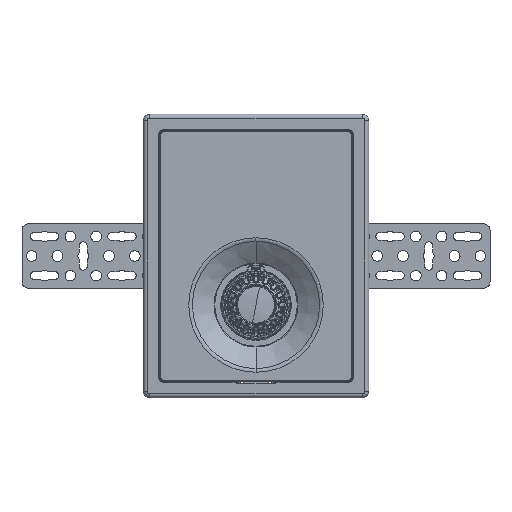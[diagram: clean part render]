
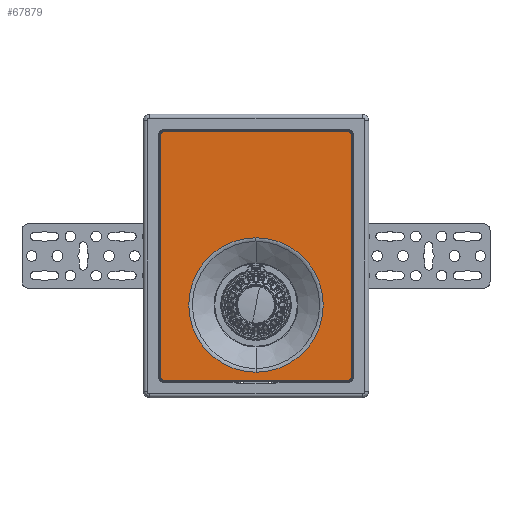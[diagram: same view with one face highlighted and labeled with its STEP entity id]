
A CAD part, top view. The second image highlights one B-rep face of the part: STEP entity #67879.
In plain terms, the highlighted planar face has unit normal (0, 0, 1).
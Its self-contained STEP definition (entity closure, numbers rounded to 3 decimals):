
#58866=CARTESIAN_POINT('',(0.,0.,42.));
#58867=DIRECTION('',(0.,0.,-1.));
#58868=DIRECTION('',(0.,1.,0.));
#58869=AXIS2_PLACEMENT_3D('',#58866,#58867,#58868);
#58881=CARTESIAN_POINT('',(-71.339,134.489,42.));
#58882=CARTESIAN_POINT('',(-71.44,134.489,42.));
#58883=CARTESIAN_POINT('',(-71.641,134.477,42.));
#58884=CARTESIAN_POINT('',(-71.939,134.422,42.));
#58885=CARTESIAN_POINT('',(-72.228,134.332,42.));
#58886=CARTESIAN_POINT('',(-72.504,134.208,42.));
#58887=CARTESIAN_POINT('',(-72.763,134.051,42.));
#58888=CARTESIAN_POINT('',(-73.001,133.865,42.));
#58889=CARTESIAN_POINT('',(-73.215,133.651,42.));
#58890=CARTESIAN_POINT('',(-73.401,133.413,42.));
#58891=CARTESIAN_POINT('',(-73.558,133.154,42.));
#58892=CARTESIAN_POINT('',(-73.682,132.878,42.));
#58893=CARTESIAN_POINT('',(-73.772,132.589,42.));
#58894=CARTESIAN_POINT('',(-73.827,132.291,42.));
#58895=CARTESIAN_POINT('',(-73.839,132.09,42.));
#58896=CARTESIAN_POINT('',(-73.839,131.989,42.));
#58920=DIRECTION('',(0.,-1.,0.));
#58921=VECTOR('',#58920,187.978);
#58922=CARTESIAN_POINT('',(-73.839,131.989,42.));
#58923=LINE('',#58922,#58921);
#58933=CARTESIAN_POINT('',(-73.839,-55.989,42.));
#58934=CARTESIAN_POINT('',(-73.839,-56.09,42.));
#58935=CARTESIAN_POINT('',(-73.827,-56.291,42.));
#58936=CARTESIAN_POINT('',(-73.772,-56.589,42.));
#58937=CARTESIAN_POINT('',(-73.682,-56.878,42.));
#58938=CARTESIAN_POINT('',(-73.558,-57.154,42.));
#58939=CARTESIAN_POINT('',(-73.401,-57.413,42.));
#58940=CARTESIAN_POINT('',(-73.215,-57.651,42.));
#58941=CARTESIAN_POINT('',(-73.001,-57.865,42.));
#58942=CARTESIAN_POINT('',(-72.763,-58.051,42.));
#58943=CARTESIAN_POINT('',(-72.504,-58.208,42.));
#58944=CARTESIAN_POINT('',(-72.228,-58.332,42.));
#58945=CARTESIAN_POINT('',(-71.939,-58.422,42.));
#58946=CARTESIAN_POINT('',(-71.641,-58.477,42.));
#58947=CARTESIAN_POINT('',(-71.44,-58.489,42.));
#58948=CARTESIAN_POINT('',(-71.339,-58.489,42.));
#58972=DIRECTION('',(1.,0.,0.));
#58973=VECTOR('',#58972,142.678);
#58974=CARTESIAN_POINT('',(-71.339,-58.489,42.));
#58975=LINE('',#58974,#58973);
#58985=CARTESIAN_POINT('',(71.339,-58.489,42.));
#58986=CARTESIAN_POINT('',(71.44,-58.489,42.));
#58987=CARTESIAN_POINT('',(71.641,-58.477,42.));
#58988=CARTESIAN_POINT('',(71.939,-58.422,42.));
#58989=CARTESIAN_POINT('',(72.228,-58.332,42.));
#58990=CARTESIAN_POINT('',(72.504,-58.208,42.));
#58991=CARTESIAN_POINT('',(72.763,-58.051,42.));
#58992=CARTESIAN_POINT('',(73.001,-57.865,42.));
#58993=CARTESIAN_POINT('',(73.215,-57.651,42.));
#58994=CARTESIAN_POINT('',(73.401,-57.413,42.));
#58995=CARTESIAN_POINT('',(73.558,-57.154,42.));
#58996=CARTESIAN_POINT('',(73.682,-56.878,42.));
#58997=CARTESIAN_POINT('',(73.772,-56.589,42.));
#58998=CARTESIAN_POINT('',(73.827,-56.291,42.));
#58999=CARTESIAN_POINT('',(73.839,-56.09,42.));
#59000=CARTESIAN_POINT('',(73.839,-55.989,42.));
#59024=DIRECTION('',(0.,1.,0.));
#59025=VECTOR('',#59024,187.978);
#59026=CARTESIAN_POINT('',(73.839,-55.989,42.));
#59027=LINE('',#59026,#59025);
#59037=CARTESIAN_POINT('',(73.839,131.989,42.));
#59038=CARTESIAN_POINT('',(73.839,132.09,42.));
#59039=CARTESIAN_POINT('',(73.827,132.291,42.));
#59040=CARTESIAN_POINT('',(73.772,132.589,42.));
#59041=CARTESIAN_POINT('',(73.682,132.878,42.));
#59042=CARTESIAN_POINT('',(73.558,133.154,42.));
#59043=CARTESIAN_POINT('',(73.401,133.413,42.));
#59044=CARTESIAN_POINT('',(73.215,133.651,42.));
#59045=CARTESIAN_POINT('',(73.001,133.865,42.));
#59046=CARTESIAN_POINT('',(72.763,134.051,42.));
#59047=CARTESIAN_POINT('',(72.504,134.208,42.));
#59048=CARTESIAN_POINT('',(72.228,134.332,42.));
#59049=CARTESIAN_POINT('',(71.939,134.422,42.));
#59050=CARTESIAN_POINT('',(71.641,134.477,42.));
#59051=CARTESIAN_POINT('',(71.44,134.489,42.));
#59052=CARTESIAN_POINT('',(71.339,134.489,42.));
#59076=DIRECTION('',(-1.,0.,0.));
#59077=VECTOR('',#59076,142.678);
#59078=CARTESIAN_POINT('',(71.339,134.489,42.));
#59079=LINE('',#59078,#59077);
#66221=CARTESIAN_POINT('',(0.,0.,42.));
#66222=DIRECTION('',(0.,0.,-1.));
#66223=DIRECTION('',(0.,-1.,0.));
#66224=AXIS2_PLACEMENT_3D('',#66221,#66222,#66223);
#67196=CARTESIAN_POINT('',(0.,52.163,42.));
#67197=CARTESIAN_POINT('',(0.,-52.163,42.));
#67198=VERTEX_POINT('',#67196);
#67199=VERTEX_POINT('',#67197);
#67368=VERTEX_POINT('',#58881);
#67369=VERTEX_POINT('',#58896);
#67372=CARTESIAN_POINT('',(-73.839,-55.989,42.));
#67373=VERTEX_POINT('',#67372);
#67376=VERTEX_POINT('',#58948);
#67378=CARTESIAN_POINT('',(71.339,-58.489,42.));
#67379=VERTEX_POINT('',#67378);
#67382=VERTEX_POINT('',#59000);
#67384=CARTESIAN_POINT('',(73.839,131.989,42.));
#67385=VERTEX_POINT('',#67384);
#67388=VERTEX_POINT('',#59052);
#67851=CARTESIAN_POINT('',(0.,38.,42.));
#67852=DIRECTION('',(0.,0.,1.));
#67853=DIRECTION('',(1.,0.,0.));
#67854=AXIS2_PLACEMENT_3D('',#67851,#67852,#67853);
#67855=PLANE('',#67854);
#67857=ORIENTED_EDGE('',*,*,#67856,.F.);
#67859=ORIENTED_EDGE('',*,*,#67858,.F.);
#67861=ORIENTED_EDGE('',*,*,#67860,.F.);
#67863=ORIENTED_EDGE('',*,*,#67862,.F.);
#67865=ORIENTED_EDGE('',*,*,#67864,.F.);
#67867=ORIENTED_EDGE('',*,*,#67866,.F.);
#67869=ORIENTED_EDGE('',*,*,#67868,.F.);
#67871=ORIENTED_EDGE('',*,*,#67870,.F.);
#67872=EDGE_LOOP('',(#67857,#67859,#67861,#67863,#67865,#67867,#67869,#67871));
#67873=FACE_OUTER_BOUND('',#67872,.F.);
#67874=ORIENTED_EDGE('',*,*,#67841,.F.);
#67876=ORIENTED_EDGE('',*,*,#67875,.F.);
#67877=EDGE_LOOP('',(#67874,#67876));
#67878=FACE_BOUND('',#67877,.F.);
#67879=ADVANCED_FACE('',(#67873,#67878),#67855,.T.);
#58870=CIRCLE('',#58869,52.163);
#58897=B_SPLINE_CURVE_WITH_KNOTS('',3,(#58881,#58882,#58883,#58884,#58885,
#58886,#58887,#58888,#58889,#58890,#58891,#58892,#58893,#58894,#58895,#58896),
.UNSPECIFIED.,.F.,.F.,(4,1,1,1,1,1,1,1,1,1,1,1,1,4),(0.,0.077,
0.154,0.231,0.308,0.385,
0.462,0.538,0.615,0.692,
0.769,0.846,0.923,1.),.UNSPECIFIED.);
#58949=B_SPLINE_CURVE_WITH_KNOTS('',3,(#58933,#58934,#58935,#58936,#58937,
#58938,#58939,#58940,#58941,#58942,#58943,#58944,#58945,#58946,#58947,#58948),
.UNSPECIFIED.,.F.,.F.,(4,1,1,1,1,1,1,1,1,1,1,1,1,4),(0.,0.077,
0.154,0.231,0.308,0.385,
0.462,0.538,0.615,0.692,
0.769,0.846,0.923,1.),.UNSPECIFIED.);
#59001=B_SPLINE_CURVE_WITH_KNOTS('',3,(#58985,#58986,#58987,#58988,#58989,
#58990,#58991,#58992,#58993,#58994,#58995,#58996,#58997,#58998,#58999,#59000),
.UNSPECIFIED.,.F.,.F.,(4,1,1,1,1,1,1,1,1,1,1,1,1,4),(0.,0.077,
0.154,0.231,0.308,0.385,
0.462,0.538,0.615,0.692,
0.769,0.846,0.923,1.),.UNSPECIFIED.);
#59053=B_SPLINE_CURVE_WITH_KNOTS('',3,(#59037,#59038,#59039,#59040,#59041,
#59042,#59043,#59044,#59045,#59046,#59047,#59048,#59049,#59050,#59051,#59052),
.UNSPECIFIED.,.F.,.F.,(4,1,1,1,1,1,1,1,1,1,1,1,1,4),(0.,0.077,
0.154,0.231,0.308,0.385,
0.462,0.538,0.615,0.692,
0.769,0.846,0.923,1.),.UNSPECIFIED.);
#66225=CIRCLE('',#66224,52.163);
#67841=EDGE_CURVE('',#67198,#67199,#58870,.T.);
#67856=EDGE_CURVE('',#67368,#67369,#58897,.T.);
#67858=EDGE_CURVE('',#67388,#67368,#59079,.T.);
#67860=EDGE_CURVE('',#67385,#67388,#59053,.T.);
#67862=EDGE_CURVE('',#67382,#67385,#59027,.T.);
#67864=EDGE_CURVE('',#67379,#67382,#59001,.T.);
#67866=EDGE_CURVE('',#67376,#67379,#58975,.T.);
#67868=EDGE_CURVE('',#67373,#67376,#58949,.T.);
#67870=EDGE_CURVE('',#67369,#67373,#58923,.T.);
#67875=EDGE_CURVE('',#67199,#67198,#66225,.T.);
